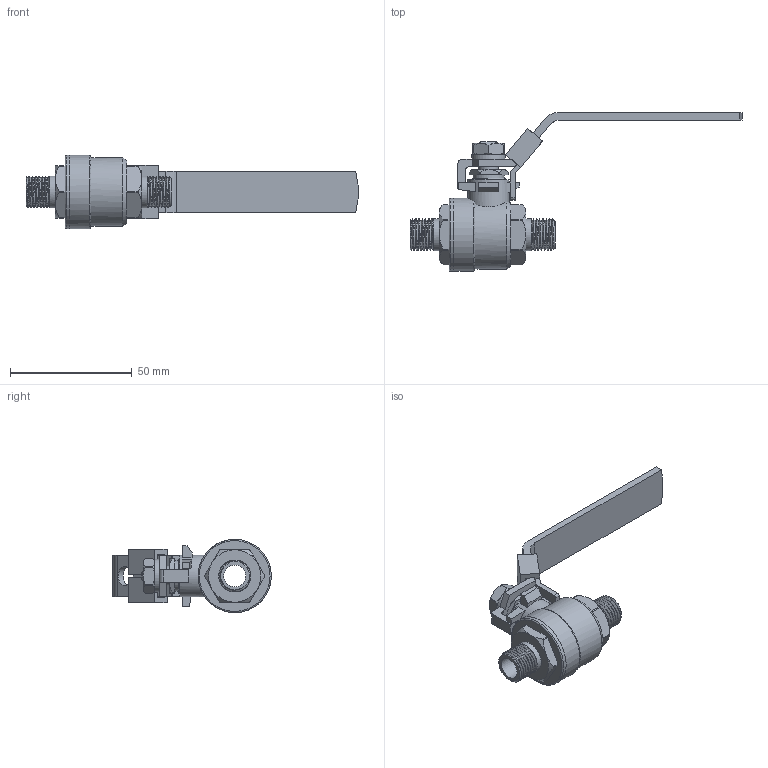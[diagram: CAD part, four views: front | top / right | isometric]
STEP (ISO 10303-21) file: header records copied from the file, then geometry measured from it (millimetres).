
FILE_DESCRIPTION(/* description */ ('Unknown'),/* implementation_level */ '2;1');
FILE_NAME(/* name */ 'R-621-2U-DN8',/* time_stamp */ '2020-12-14T16:23:02+08:00',/* author */ ('Unknown'),/* organization */ ('Unknown'),/* preprocessor_version */ 'ST-DEVELOPER v16.7',/* originating_system */ 'DEX',/* authorisation */ $);
FILE_SCHEMA (('AUTOMOTIVE_DESIGN {1 0 10303 214 3 1 1}'));
Length unit declared in the file: millimetre
Products named in the file (1): R-621-2U-DN8
Bounding box: 136.08 x 65 x 30 mm (x, y, z)
Volume: 31739.7 mm3; surface area: 18762.5 mm2
Topology: 8 solids, 9 shells, 319 faces, 903 edges, 610 vertices
Faces by surface type: plane 122, cylinder 88, bspline 70, cone 36, torus 2, sphere 1
Full cylindrical faces by diameter (mm): 8 x2, 8.5 x1, 9 x2, 11.289 x1, 11.373 x1, 12.7 x1, 13.1 x13, 17 x1, 30 x2
Entity records: 22379 total; most frequent: CARTESIAN_POINT 15246, ORIENTED_EDGE 1726, DIRECTION 1130, EDGE_CURVE 863, VERTEX_POINT 601, AXIS2_PLACEMENT_3D 415, EDGE_LOOP 346, FACE_BOUND 346
